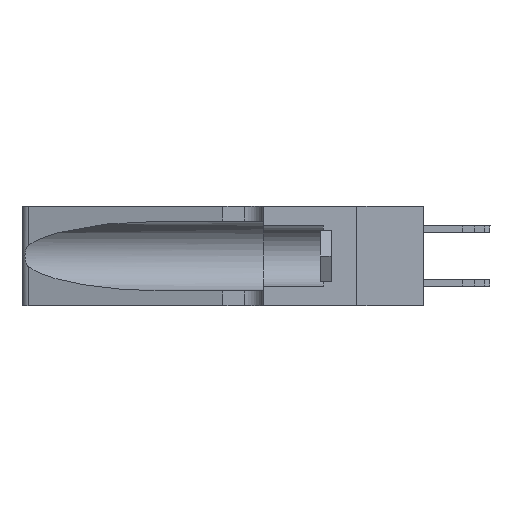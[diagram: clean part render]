
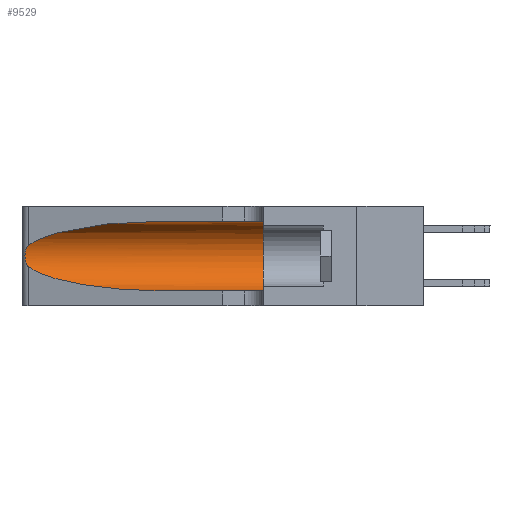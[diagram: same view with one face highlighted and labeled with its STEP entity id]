
A CAD part, left-side view. The second image highlights one B-rep face of the part: STEP entity #9529.
In plain terms, the highlighted cylindrical face has radius 3.308 mm (diameter 6.617 mm), a partial arc.
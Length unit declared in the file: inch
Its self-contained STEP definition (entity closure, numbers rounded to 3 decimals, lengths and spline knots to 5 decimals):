
#940 = CARTESIAN_POINT ( 'NONE',  ( 0.25854, 1.2359, 0.20912 ) ) ;
#1337 = AXIS2_PLACEMENT_3D ( 'NONE', #6372, #19043, #8482 ) ;
#1445 = CARTESIAN_POINT ( 'NONE',  ( 0.25487, 1.22718, 0.14631 ) ) ;
#1612 = CYLINDRICAL_SURFACE ( 'NONE', #1337, 0.13025 ) ;
#1655 = ORIENTED_EDGE ( 'NONE', *, *, #20588, .F. ) ;
#1663 = AXIS2_PLACEMENT_3D ( 'NONE', #10577, #23191, #14181 ) ;
#2431 = CARTESIAN_POINT ( 'NONE',  ( 0.25639, 1.23184, 0.21858 ) ) ;
#2564 = DIRECTION ( 'NONE',  ( 0., -1., 0. ) ) ;
#2839 = CARTESIAN_POINT ( 'NONE',  ( 0.25789, 1.23486, 0.15765 ) ) ;
#2904 = CARTESIAN_POINT ( 'NONE',  ( 0.25487, 1.22718, 0.14631 ) ) ;
#2985 = CARTESIAN_POINT ( 'NONE',  ( 0.25856, 1.23593, 0.16098 ) ) ;
#3245 = B_SPLINE_CURVE_WITH_KNOTS ( 'NONE', 3,
 ( #13233, #8134, #2431, #9947, #940, #13539, #4177, #10026, #13916, #2985, #2839, #22920, #6472, #2904 ),
 .UNSPECIFIED., .F., .F.,
 ( 4, 2, 2, 2, 2, 2, 4 ),
 ( 0., 0.00027, 0.00053, 0.00107, 0.0016, 0.00187, 0.00214 ),
 .UNSPECIFIED. ) ;
#3507 = CARTESIAN_POINT ( 'NONE',  ( 0.2373, 1.15595, 0.28018 ) ) ;
#4039 = CARTESIAN_POINT ( 'NONE',  ( 0.1305, 0.72297, 0.31525 ) ) ;
#4096 = VECTOR ( 'NONE', #2564, 39.37008 ) ;
#4177 = CARTESIAN_POINT ( 'NONE',  ( 0.26075, 1.23896, 0.19203 ) ) ;
#4438 =( BOUNDED_CURVE ( )  B_SPLINE_CURVE ( 3, ( #13566, #22566, #17191, #11764 ),
 .UNSPECIFIED., .F., .F. ) 
 B_SPLINE_CURVE_WITH_KNOTS ( ( 4, 4 ),
 ( 3.44316, 4.71239 ),
 .UNSPECIFIED. ) 
 CURVE ( )  GEOMETRIC_REPRESENTATION_ITEM ( )  RATIONAL_B_SPLINE_CURVE ( ( 1., 0.87, 0.87, 1. ) ) 
 REPRESENTATION_ITEM ( '' )  );
#5394 = CARTESIAN_POINT ( 'NONE',  ( 0.1305, 0.72297, 0.31525 ) ) ;
#5568 = VERTEX_POINT ( 'NONE', #4039 ) ;
#6043 = CARTESIAN_POINT ( 'NONE',  ( 0.1305, 0.35, 0.31525 ) ) ;
#6196 = VERTEX_POINT ( 'NONE', #13886 ) ;
#6372 = CARTESIAN_POINT ( 'NONE',  ( 0.1305, 1.61858, 0.185 ) ) ;
#6434 = CARTESIAN_POINT ( 'NONE',  ( 0.1305, 1.61858, 0.05475 ) ) ;
#6472 = CARTESIAN_POINT ( 'NONE',  ( 0.25555, 1.22993, 0.14849 ) ) ;
#6821 = VERTEX_POINT ( 'NONE', #7180 ) ;
#6841 = ORIENTED_EDGE ( 'NONE', *, *, #12053, .T. ) ;
#7180 = CARTESIAN_POINT ( 'NONE',  ( 0.25487, 1.22718, 0.22369 ) ) ;
#8134 = CARTESIAN_POINT ( 'NONE',  ( 0.25555, 1.22994, 0.2215 ) ) ;
#8224 = ORIENTED_EDGE ( 'NONE', *, *, #10268, .T. ) ;
#8482 = DIRECTION ( 'NONE',  ( 0., 0., -1. ) ) ;
#9015 = VERTEX_POINT ( 'NONE', #6043 ) ;
#9529 = ADVANCED_FACE ( 'NONE', ( #15978 ), #1612, .F. ) ;
#9579 = DIRECTION ( 'NONE',  ( 0., -1., 0. ) ) ;
#9830 = ORIENTED_EDGE ( 'NONE', *, *, #20364, .F. ) ;
#9947 = CARTESIAN_POINT ( 'NONE',  ( 0.25787, 1.23484, 0.2124 ) ) ;
#10026 = CARTESIAN_POINT ( 'NONE',  ( 0.26075, 1.23896, 0.178 ) ) ;
#10121 = ORIENTED_EDGE ( 'NONE', *, *, #13842, .T. ) ;
#10268 = EDGE_CURVE ( 'NONE', #6196, #20653, #18169, .T. ) ;
#10577 = CARTESIAN_POINT ( 'NONE',  ( 0.1305, 0.35, 0.185 ) ) ;
#11691 = VERTEX_POINT ( 'NONE', #1445 ) ;
#11707 = CIRCLE ( 'NONE', #1663, 0.13025 ) ;
#11764 = CARTESIAN_POINT ( 'NONE',  ( 0.1305, 0.72297, 0.05475 ) ) ;
#11900 = EDGE_LOOP ( 'NONE', ( #10121, #6841, #22456, #8224, #1655, #9830 ) ) ;
#12053 = EDGE_CURVE ( 'NONE', #6821, #11691, #3245, .T. ) ;
#12076 =( BOUNDED_CURVE ( )  B_SPLINE_CURVE ( 3, ( #5394, #17977, #3507, #12565 ),
 .UNSPECIFIED., .F., .F. ) 
 B_SPLINE_CURVE_WITH_KNOTS ( ( 4, 4 ),
 ( 1.5708, 2.84003 ),
 .UNSPECIFIED. ) 
 CURVE ( )  GEOMETRIC_REPRESENTATION_ITEM ( )  RATIONAL_B_SPLINE_CURVE ( ( 1., 0.87, 0.87, 1. ) ) 
 REPRESENTATION_ITEM ( '' )  );
#12565 = CARTESIAN_POINT ( 'NONE',  ( 0.25487, 1.22718, 0.22369 ) ) ;
#13233 = CARTESIAN_POINT ( 'NONE',  ( 0.25487, 1.22718, 0.22369 ) ) ;
#13539 = CARTESIAN_POINT ( 'NONE',  ( 0.26018, 1.23835, 0.19895 ) ) ;
#13566 = CARTESIAN_POINT ( 'NONE',  ( 0.25487, 1.22718, 0.14631 ) ) ;
#13842 = EDGE_CURVE ( 'NONE', #5568, #6821, #12076, .T. ) ;
#13886 = CARTESIAN_POINT ( 'NONE',  ( 0.1305, 0.72297, 0.05475 ) ) ;
#13916 = CARTESIAN_POINT ( 'NONE',  ( 0.26017, 1.23833, 0.17102 ) ) ;
#14181 = DIRECTION ( 'NONE',  ( 0., 0., 1. ) ) ;
#15978 = FACE_OUTER_BOUND ( 'NONE', #11900, .T. ) ;
#17191 = CARTESIAN_POINT ( 'NONE',  ( 0.18966, 0.96281, 0.05475 ) ) ;
#17617 = VECTOR ( 'NONE', #9579, 39.37008 ) ;
#17977 = CARTESIAN_POINT ( 'NONE',  ( 0.18966, 0.96281, 0.31525 ) ) ;
#18169 = LINE ( 'NONE', #6434, #4096 ) ;
#19043 = DIRECTION ( 'NONE',  ( 0., -1., 0. ) ) ;
#19832 = CARTESIAN_POINT ( 'NONE',  ( 0.1305, 0.35, 0.05475 ) ) ;
#20126 = LINE ( 'NONE', #20417, #17617 ) ;
#20364 = EDGE_CURVE ( 'NONE', #5568, #9015, #20126, .T. ) ;
#20417 = CARTESIAN_POINT ( 'NONE',  ( 0.1305, 1.61858, 0.31525 ) ) ;
#20505 = EDGE_CURVE ( 'NONE', #11691, #6196, #4438, .T. ) ;
#20588 = EDGE_CURVE ( 'NONE', #9015, #20653, #11707, .T. ) ;
#20653 = VERTEX_POINT ( 'NONE', #19832 ) ;
#22456 = ORIENTED_EDGE ( 'NONE', *, *, #20505, .T. ) ;
#22566 = CARTESIAN_POINT ( 'NONE',  ( 0.2373, 1.15595, 0.08982 ) ) ;
#22920 = CARTESIAN_POINT ( 'NONE',  ( 0.25639, 1.23186, 0.15144 ) ) ;
#23191 = DIRECTION ( 'NONE',  ( 0., 1., 0. ) ) ;
